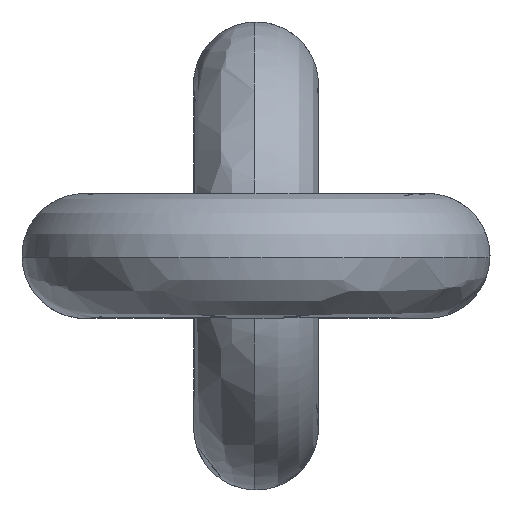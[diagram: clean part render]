
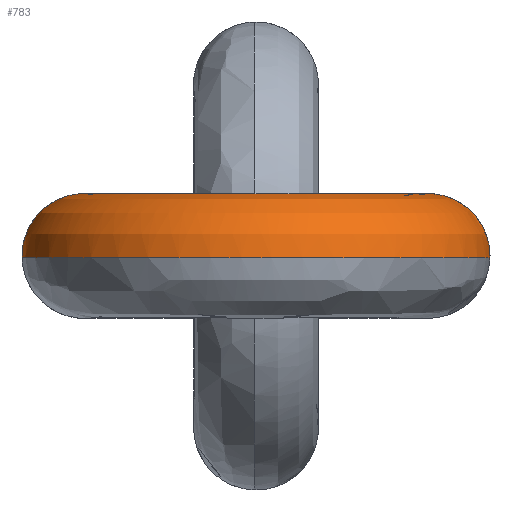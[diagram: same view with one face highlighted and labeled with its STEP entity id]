
A CAD part, left-side view. The second image highlights one B-rep face of the part: STEP entity #783.
In plain terms, the highlighted free-form (B-spline) face has degree [2, 2] with [5, 5] control points.
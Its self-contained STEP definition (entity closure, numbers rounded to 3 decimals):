
#137=CARTESIAN_POINT('',(3.75,-2.775,1.));
#138=VERTEX_POINT('',#137);
#154=CARTESIAN_POINT('',(3.75,-3.75,0.));
#155=VERTEX_POINT('',#154);
#156=CARTESIAN_POINT('',(3.75,-3.75,0.));
#157=CARTESIAN_POINT('',(3.75,-3.75,0.975));
#158=CARTESIAN_POINT('',(3.75,-2.775,1.));
#166=(BOUNDED_CURVE()B_SPLINE_CURVE(2,(#156,#157,#158),.UNSPECIFIED.,.F.,.U.)B_SPLINE_CURVE_WITH_KNOTS((3,3),(0.0,0.246),.UNSPECIFIED.)CURVE()GEOMETRIC_REPRESENTATION_ITEM()RATIONAL_B_SPLINE_CURVE((1.0,0.712,0.99))REPRESENTATION_ITEM(''));
#167=EDGE_CURVE('',#155,#138,#166,.T.);
#169=CARTESIAN_POINT('',(3.75,-3.75,-0.025));
#170=VERTEX_POINT('',#169);
#171=CARTESIAN_POINT('',(3.75,-3.75,-0.025));
#172=CARTESIAN_POINT('',(3.75,-3.75,-0.013));
#173=CARTESIAN_POINT('',(3.75,-3.75,0.));
#181=(BOUNDED_CURVE()B_SPLINE_CURVE(2,(#171,#172,#173),.UNSPECIFIED.,.F.,.U.)B_SPLINE_CURVE_WITH_KNOTS((3,3),(0.996,1.0),.UNSPECIFIED.)CURVE()GEOMETRIC_REPRESENTATION_ITEM()RATIONAL_B_SPLINE_CURVE((0.99,0.995,1.0))REPRESENTATION_ITEM(''));
#182=EDGE_CURVE('',#170,#155,#181,.T.);
#390=CARTESIAN_POINT('',(3.75,3.75,-0.025));
#391=VERTEX_POINT('',#390);
#405=CARTESIAN_POINT('',(3.75,3.75,0.));
#406=VERTEX_POINT('',#405);
#407=CARTESIAN_POINT('',(3.75,3.75,-0.025));
#408=CARTESIAN_POINT('',(3.75,3.75,-0.013));
#409=CARTESIAN_POINT('',(3.75,3.75,0.));
#417=(BOUNDED_CURVE()B_SPLINE_CURVE(2,(#407,#408,#409),.UNSPECIFIED.,.F.,.U.)B_SPLINE_CURVE_WITH_KNOTS((3,3),(0.996,1.0),.UNSPECIFIED.)CURVE()GEOMETRIC_REPRESENTATION_ITEM()RATIONAL_B_SPLINE_CURVE((0.99,0.995,1.0))REPRESENTATION_ITEM(''));
#418=EDGE_CURVE('',#391,#406,#417,.T.);
#420=CARTESIAN_POINT('',(3.75,2.775,1.));
#421=VERTEX_POINT('',#420);
#422=CARTESIAN_POINT('',(3.75,3.75,0.));
#423=CARTESIAN_POINT('',(3.75,3.75,0.975));
#424=CARTESIAN_POINT('',(3.75,2.775,1.));
#432=(BOUNDED_CURVE()B_SPLINE_CURVE(2,(#422,#423,#424),.UNSPECIFIED.,.F.,.U.)B_SPLINE_CURVE_WITH_KNOTS((3,3),(0.0,0.246),.UNSPECIFIED.)CURVE()GEOMETRIC_REPRESENTATION_ITEM()RATIONAL_B_SPLINE_CURVE((1.0,0.712,0.99))REPRESENTATION_ITEM(''));
#433=EDGE_CURVE('',#406,#421,#432,.T.);
#705=CARTESIAN_POINT('',(3.75,3.75,-0.025));
#706=CARTESIAN_POINT('',(0.024,3.75,-0.025));
#707=CARTESIAN_POINT('',(0.,0.024,-0.025));
#708=CARTESIAN_POINT('',(-0.023,-3.75,-0.025));
#709=CARTESIAN_POINT('',(3.75,-3.75,-0.025));
#717=(BOUNDED_CURVE()B_SPLINE_CURVE(2,(#705,#706,#707,#708,#709),.UNSPECIFIED.,.F.,.U.)B_SPLINE_CURVE_WITH_KNOTS((3,2,3),(-3.793,-2.0,-0.192),.UNSPECIFIED.)CURVE()GEOMETRIC_REPRESENTATION_ITEM()RATIONAL_B_SPLINE_CURVE((0.935,0.686,1.0,0.683,0.939))REPRESENTATION_ITEM(''));
#718=EDGE_CURVE('',#391,#170,#717,.T.);
#724=CARTESIAN_POINT('',(3.75,2.775,1.));
#725=CARTESIAN_POINT('',(0.992,2.775,1.));
#726=CARTESIAN_POINT('',(0.975,0.017,1.));
#727=CARTESIAN_POINT('',(0.957,-2.775,1.));
#728=CARTESIAN_POINT('',(3.75,-2.775,1.));
#736=(BOUNDED_CURVE()B_SPLINE_CURVE(2,(#724,#725,#726,#727,#728),.UNSPECIFIED.,.F.,.U.)B_SPLINE_CURVE_WITH_KNOTS((3,2,3),(-3.793,-2.0,-0.192),.UNSPECIFIED.)CURVE()GEOMETRIC_REPRESENTATION_ITEM()RATIONAL_B_SPLINE_CURVE((0.935,0.686,1.0,0.683,0.939))REPRESENTATION_ITEM(''));
#737=EDGE_CURVE('',#421,#138,#736,.T.);
#742=CARTESIAN_POINT('',(4.282,3.712,-0.032));
#743=CARTESIAN_POINT('',(0.028,4.321,-0.032));
#744=CARTESIAN_POINT('',(0.001,0.024,-0.032));
#745=CARTESIAN_POINT('',(-0.027,-4.326,-0.032));
#746=CARTESIAN_POINT('',(4.279,-3.712,-0.032));
#747=CARTESIAN_POINT('',(4.282,3.712,-0.029));
#748=CARTESIAN_POINT('',(0.027,4.321,-0.029));
#749=CARTESIAN_POINT('',(0.,0.024,-0.029));
#750=CARTESIAN_POINT('',(-0.027,-4.326,-0.029));
#751=CARTESIAN_POINT('',(4.279,-3.712,-0.029));
#752=CARTESIAN_POINT('',(4.285,3.737,0.975));
#753=CARTESIAN_POINT('',(0.002,4.35,0.975));
#754=CARTESIAN_POINT('',(-0.025,0.024,0.975));
#755=CARTESIAN_POINT('',(-0.052,-4.355,0.975));
#756=CARTESIAN_POINT('',(4.282,-3.737,0.975));
#757=CARTESIAN_POINT('',(4.143,2.743,1.));
#758=CARTESIAN_POINT('',(0.999,3.194,1.));
#759=CARTESIAN_POINT('',(0.979,0.017,1.));
#760=CARTESIAN_POINT('',(0.958,-3.197,1.));
#761=CARTESIAN_POINT('',(4.141,-2.744,1.));
#762=CARTESIAN_POINT('',(4.142,2.74,1.));
#763=CARTESIAN_POINT('',(1.002,3.19,1.));
#764=CARTESIAN_POINT('',(0.982,0.017,1.));
#765=CARTESIAN_POINT('',(0.962,-3.193,1.));
#766=CARTESIAN_POINT('',(4.14,-2.74,1.));
#774=(BOUNDED_SURFACE()B_SPLINE_SURFACE(2,2,((#742,#747,#752,#757,#762),(#743,#748,#753,#758,#763),(#744,#749,#754,#759,#764),(#745,#750,#755,#760,#765),(#746,#751,#756,#761,#766)),.UNSPECIFIED.,.F.,.F.,.U.)B_SPLINE_SURFACE_WITH_KNOTS((3,2,3),(3,1,1,3),(0.0,6.819,13.691),(0.0,0.008,1.665,1.674),.UNSPECIFIED.)GEOMETRIC_REPRESENTATION_ITEM()RATIONAL_B_SPLINE_SURFACE(((0.993,0.992,0.7,0.992,0.993),(0.656,0.655,0.463,0.655,0.656),(1.003,1.001,0.707,1.002,1.003),(0.653,0.653,0.461,0.653,0.654),(0.999,0.997,0.704,0.997,0.999)))REPRESENTATION_ITEM('')SURFACE());
#775=ORIENTED_EDGE('',*,*,#167,.T.);
#776=ORIENTED_EDGE('',*,*,#737,.F.);
#777=ORIENTED_EDGE('',*,*,#433,.F.);
#778=ORIENTED_EDGE('',*,*,#418,.F.);
#779=ORIENTED_EDGE('',*,*,#718,.T.);
#780=ORIENTED_EDGE('',*,*,#182,.T.);
#781=EDGE_LOOP('',(#775,#776,#777,#778,#779,#780));
#782=FACE_OUTER_BOUND('',#781,.T.);
#783=ADVANCED_FACE('',(#782),#774,.T.);
